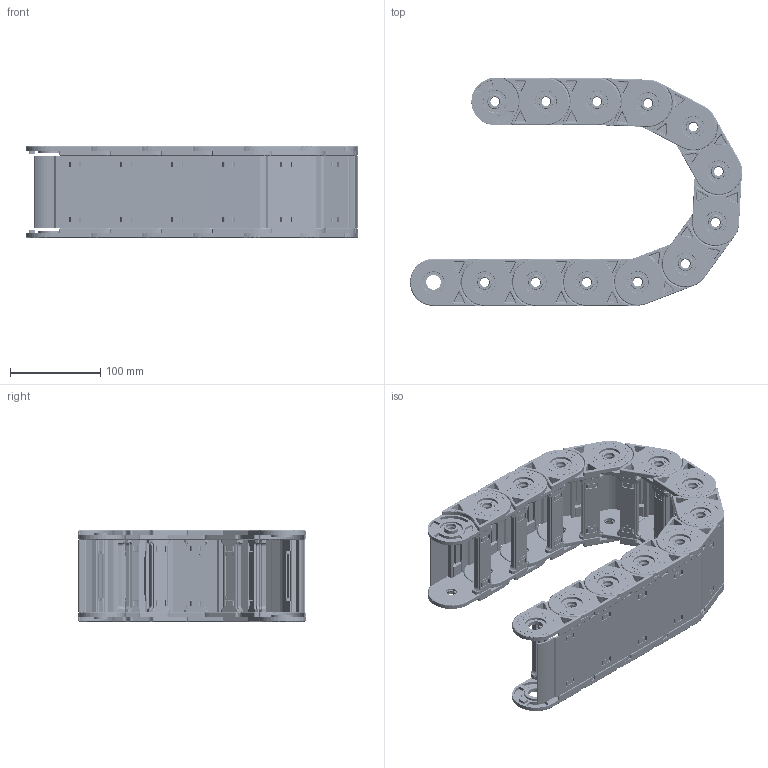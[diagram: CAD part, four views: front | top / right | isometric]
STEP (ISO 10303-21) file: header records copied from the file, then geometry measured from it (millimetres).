
FILE_DESCRIPTION (( 'STEP AP214' ), '1' );
FILE_NAME ('CK35-Y080-R100.STEP', '2019-09-10T06:17:55', ( '' ), ( '' ), 'SwSTEP 2.0', 'SolidWorks 2017', '' );
FILE_SCHEMA (( 'AUTOMOTIVE_DESIGN' ));
Length unit declared in the file: millimetre
Products named in the file (2): CK35-Y080; CK35-Y080-R100
Assembly tree (12 placements, depth 2):
  CK35-Y080-R100
    CK35-Y080  x12
Bounding box: 367.24 x 252.02 x 101.41 mm (x, y, z)
Volume: 843246.9 mm3; surface area: 671005.7 mm2
Topology: 48 solids, 48 shells, 11412 faces, 28608 edges, 17712 vertices
Faces by surface type: plane 4164, cylinder 3984, torus 1536, bspline 1152, cone 384, sphere 192
Entity records: 44953 total; most frequent: CARTESIAN_POINT 22756, ORIENTED_EDGE 4720, DIRECTION 4426, EDGE_CURVE 2360, AXIS2_PLACEMENT_3D 1600, VERTEX_POINT 1476, VECTOR 1226, LINE 1226
